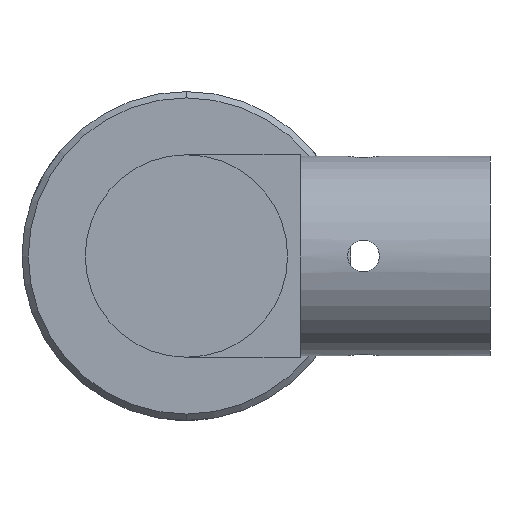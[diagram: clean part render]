
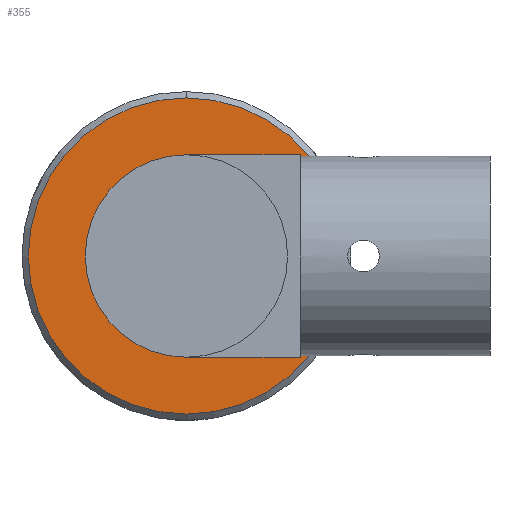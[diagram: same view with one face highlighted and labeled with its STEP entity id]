
A CAD part, left-side view. The second image highlights one B-rep face of the part: STEP entity #355.
In plain terms, the highlighted planar face has unit normal (-1, 0, 0).
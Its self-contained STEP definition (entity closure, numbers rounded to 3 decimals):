
#89 = DIRECTION ( 'NONE',  ( -1., 0., 0. ) ) ;
#116 = EDGE_CURVE ( 'NONE', #603, #1360, #1139, .T. ) ;
#122 = CARTESIAN_POINT ( 'NONE',  ( 28.4, 0., 0. ) ) ;
#126 = ORIENTED_EDGE ( 'NONE', *, *, #1558, .T. ) ;
#128 = AXIS2_PLACEMENT_3D ( 'NONE', #1296, #89, #1988 ) ;
#174 = CARTESIAN_POINT ( 'NONE',  ( 28.4, 12.65, -12.65 ) ) ;
#344 = ORIENTED_EDGE ( 'NONE', *, *, #116, .T. ) ;
#355 = ADVANCED_FACE ( 'NONE', ( #469, #1527 ), #547, .T. ) ;
#397 = DIRECTION ( 'NONE',  ( 1., 0., 0. ) ) ;
#420 = AXIS2_PLACEMENT_3D ( 'NONE', #2139, #397, #1974 ) ;
#449 = DIRECTION ( 'NONE',  ( -1., 0., 0. ) ) ;
#469 = FACE_BOUND ( 'NONE', #1535, .T. ) ;
#511 = DIRECTION ( 'NONE',  ( 0., 0., -1. ) ) ;
#547 = PLANE ( 'NONE',  #1965 ) ;
#566 = EDGE_CURVE ( 'NONE', #2094, #2119, #1649, .T. ) ;
#589 = CARTESIAN_POINT ( 'NONE',  ( 28.4, 0., -12.5 ) ) ;
#603 = VERTEX_POINT ( 'NONE', #778 ) ;
#644 = DIRECTION ( 'NONE',  ( 1., 0., 0. ) ) ;
#778 = CARTESIAN_POINT ( 'NONE',  ( 28.4, 0., 12.5 ) ) ;
#864 = DIRECTION ( 'NONE',  ( -1., 0., 0. ) ) ;
#920 = CARTESIAN_POINT ( 'NONE',  ( 28.4, 0., -8. ) ) ;
#990 = CIRCLE ( 'NONE', #128, 12.5 ) ;
#1003 = EDGE_LOOP ( 'NONE', ( #1888, #344 ) ) ;
#1139 = CIRCLE ( 'NONE', #2130, 12.5 ) ;
#1223 = ORIENTED_EDGE ( 'NONE', *, *, #566, .T. ) ;
#1296 = CARTESIAN_POINT ( 'NONE',  ( 28.4, 0., 0. ) ) ;
#1349 = DIRECTION ( 'NONE',  ( 0., 0., -1. ) ) ;
#1360 = VERTEX_POINT ( 'NONE', #589 ) ;
#1465 = AXIS2_PLACEMENT_3D ( 'NONE', #1692, #644, #511 ) ;
#1527 = FACE_OUTER_BOUND ( 'NONE', #1003, .T. ) ;
#1535 = EDGE_LOOP ( 'NONE', ( #1223, #126 ) ) ;
#1558 = EDGE_CURVE ( 'NONE', #2119, #2094, #2022, .T. ) ;
#1579 = DIRECTION ( 'NONE',  ( 0., -1., 0. ) ) ;
#1649 = CIRCLE ( 'NONE', #420, 8. ) ;
#1656 = EDGE_CURVE ( 'NONE', #1360, #603, #990, .T. ) ;
#1692 = CARTESIAN_POINT ( 'NONE',  ( 28.4, 0., 0. ) ) ;
#1888 = ORIENTED_EDGE ( 'NONE', *, *, #1656, .T. ) ;
#1965 = AXIS2_PLACEMENT_3D ( 'NONE', #174, #864, #1579 ) ;
#1974 = DIRECTION ( 'NONE',  ( 0., 0., -1. ) ) ;
#1988 = DIRECTION ( 'NONE',  ( 0., 0., -1. ) ) ;
#2022 = CIRCLE ( 'NONE', #1465, 8. ) ;
#2094 = VERTEX_POINT ( 'NONE', #920 ) ;
#2119 = VERTEX_POINT ( 'NONE', #2137 ) ;
#2130 = AXIS2_PLACEMENT_3D ( 'NONE', #122, #449, #1349 ) ;
#2137 = CARTESIAN_POINT ( 'NONE',  ( 28.4, 0., 8. ) ) ;
#2139 = CARTESIAN_POINT ( 'NONE',  ( 28.4, 0., 0. ) ) ;
